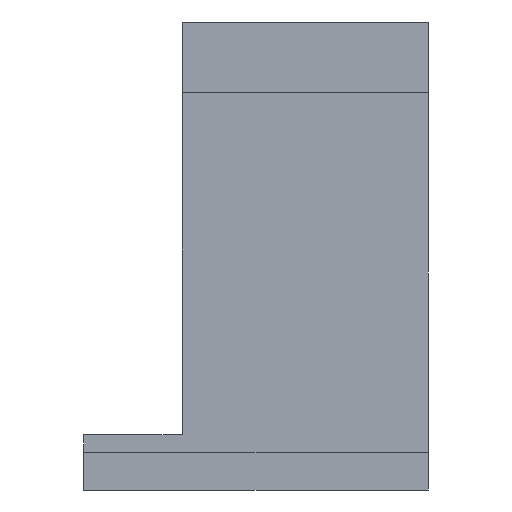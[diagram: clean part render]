
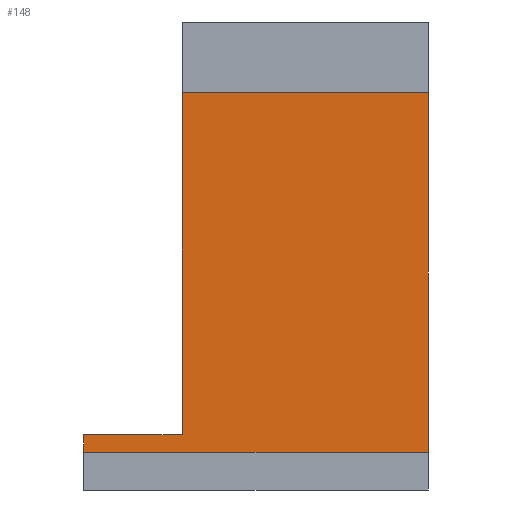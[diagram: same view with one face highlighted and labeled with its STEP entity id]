
A CAD part, left-side view. The second image highlights one B-rep face of the part: STEP entity #148.
In plain terms, the highlighted planar face has unit normal (-1, 0, 0).
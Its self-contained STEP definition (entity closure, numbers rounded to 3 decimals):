
#148=ADVANCED_FACE('',(#298),#221,.F.);
#221=PLANE('',#1764);
#298=FACE_OUTER_BOUND('',#379,.T.);
#379=EDGE_LOOP('',(#724,#725,#726,#727,#728,#729));
#724=ORIENTED_EDGE('',*,*,#1217,.F.);
#725=ORIENTED_EDGE('',*,*,#1215,.F.);
#726=ORIENTED_EDGE('',*,*,#1144,.F.);
#727=ORIENTED_EDGE('',*,*,#1153,.F.);
#728=ORIENTED_EDGE('',*,*,#1159,.F.);
#729=ORIENTED_EDGE('',*,*,#1218,.F.);
#957=VERTEX_POINT('',#2444);
#958=VERTEX_POINT('',#2446);
#964=VERTEX_POINT('',#2462);
#969=VERTEX_POINT('',#2474);
#1003=VERTEX_POINT('',#2586);
#1004=VERTEX_POINT('',#2590);
#1144=EDGE_CURVE('',#957,#958,#1363,.T.);
#1153=EDGE_CURVE('',#964,#957,#1372,.T.);
#1159=EDGE_CURVE('',#969,#964,#1378,.T.);
#1215=EDGE_CURVE('',#958,#1003,#1424,.T.);
#1217=EDGE_CURVE('',#1003,#1004,#1426,.T.);
#1218=EDGE_CURVE('',#1004,#969,#1427,.T.);
#1363=LINE('',#2445,#1571);
#1372=LINE('',#2463,#1580);
#1378=LINE('',#2475,#1586);
#1424=LINE('',#2585,#1632);
#1426=LINE('',#2589,#1634);
#1427=LINE('',#2591,#1635);
#1571=VECTOR('',#1988,1.);
#1580=VECTOR('',#2001,1.);
#1586=VECTOR('',#2009,1.);
#1632=VECTOR('',#2117,1.);
#1634=VECTOR('',#2121,1.);
#1635=VECTOR('',#2122,1.);
#1764=AXIS2_PLACEMENT_3D('',#2592,#2123,#2124);
#1988=DIRECTION('',(0.,0.,1.));
#2001=DIRECTION('',(0.,-1.,0.));
#2009=DIRECTION('',(0.,0.,1.));
#2117=DIRECTION('',(0.,-1.,0.));
#2121=DIRECTION('',(0.,0.,-1.));
#2122=DIRECTION('',(0.,1.,0.));
#2123=DIRECTION('',(1.,0.,0.));
#2124=DIRECTION('',(0.,0.,-1.));
#2444=CARTESIAN_POINT('',(1.6,0.,1.95));
#2445=CARTESIAN_POINT('',(1.6,0.,1.95));
#2446=CARTESIAN_POINT('',(1.6,0.,13.97));
#2462=CARTESIAN_POINT('',(1.6,3.45,1.95));
#2463=CARTESIAN_POINT('',(1.6,3.45,1.95));
#2474=CARTESIAN_POINT('',(1.6,3.45,1.32));
#2475=CARTESIAN_POINT('',(1.6,3.45,1.32));
#2585=CARTESIAN_POINT('',(1.6,0.,13.97));
#2586=CARTESIAN_POINT('',(1.6,-8.65,13.97));
#2589=CARTESIAN_POINT('',(1.6,-8.65,13.97));
#2590=CARTESIAN_POINT('',(1.6,-8.65,1.32));
#2591=CARTESIAN_POINT('',(1.6,-8.65,1.32));
#2592=CARTESIAN_POINT('',(1.6,-8.75,14.07));
